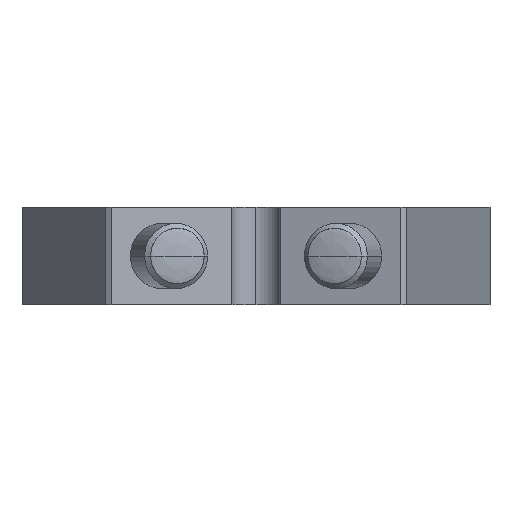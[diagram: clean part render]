
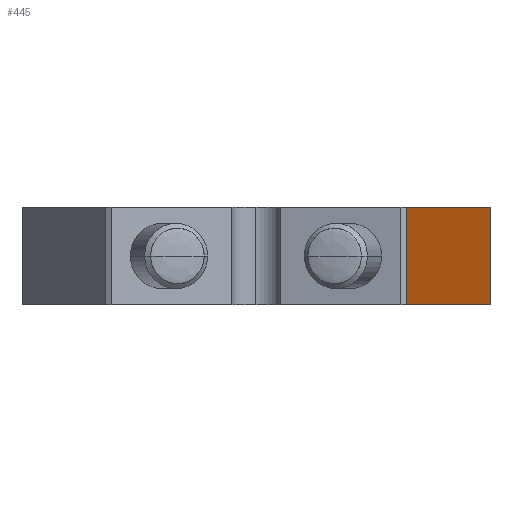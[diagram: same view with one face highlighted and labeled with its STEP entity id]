
A CAD part, left-side view. The second image highlights one B-rep face of the part: STEP entity #445.
In plain terms, the highlighted planar face has unit normal (-0.259, -0.966, 0).
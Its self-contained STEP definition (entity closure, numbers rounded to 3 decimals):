
#13 = CARTESIAN_POINT ( 'NONE',  ( 3.28, -14.353, 3. ) ) ;
#43 = LINE ( 'NONE', #1040, #1198 ) ;
#121 = VERTEX_POINT ( 'NONE', #191 ) ;
#161 = VECTOR ( 'NONE', #443, 1000. ) ;
#187 = LINE ( 'NONE', #13, #937 ) ;
#190 = VERTEX_POINT ( 'NONE', #1223 ) ;
#191 = CARTESIAN_POINT ( 'NONE',  ( -15.749, -9.254, -3. ) ) ;
#223 = ORIENTED_EDGE ( 'NONE', *, *, #1055, .T. ) ;
#296 = CARTESIAN_POINT ( 'NONE',  ( 3.28, -14.353, -3. ) ) ;
#343 = VERTEX_POINT ( 'NONE', #296 ) ;
#383 = DIRECTION ( 'NONE',  ( 0.966, -0.259, 0. ) ) ;
#394 = VERTEX_POINT ( 'NONE', #1121 ) ;
#443 = DIRECTION ( 'NONE',  ( 0., 0., 1. ) ) ;
#445 = ADVANCED_FACE ( 'NONE', ( #531 ), #921, .T. ) ;
#527 = EDGE_CURVE ( 'NONE', #121, #190, #1096, .T. ) ;
#531 = FACE_OUTER_BOUND ( 'NONE', #930, .T. ) ;
#559 = DIRECTION ( 'NONE',  ( 0.966, -0.259, 0. ) ) ;
#583 = CARTESIAN_POINT ( 'NONE',  ( 3.28, -14.353, -3. ) ) ;
#603 = CARTESIAN_POINT ( 'NONE',  ( 3.28, -14.353, -3. ) ) ;
#658 = EDGE_CURVE ( 'NONE', #190, #394, #187, .T. ) ;
#783 = LINE ( 'NONE', #603, #1099 ) ;
#784 = CARTESIAN_POINT ( 'NONE',  ( -15.749, -9.254, -3. ) ) ;
#851 = ORIENTED_EDGE ( 'NONE', *, *, #658, .F. ) ;
#921 = PLANE ( 'NONE',  #1422 ) ;
#930 = EDGE_LOOP ( 'NONE', ( #851, #1457, #1208, #223 ) ) ;
#937 = VECTOR ( 'NONE', #1234, 1000. ) ;
#1040 = CARTESIAN_POINT ( 'NONE',  ( 3.28, -14.353, -3. ) ) ;
#1055 = EDGE_CURVE ( 'NONE', #343, #394, #43, .T. ) ;
#1096 = LINE ( 'NONE', #784, #161 ) ;
#1099 = VECTOR ( 'NONE', #383, 1000. ) ;
#1121 = CARTESIAN_POINT ( 'NONE',  ( 3.28, -14.353, 3. ) ) ;
#1198 = VECTOR ( 'NONE', #1429, 1000. ) ;
#1208 = ORIENTED_EDGE ( 'NONE', *, *, #1382, .T. ) ;
#1223 = CARTESIAN_POINT ( 'NONE',  ( -15.749, -9.254, 3. ) ) ;
#1234 = DIRECTION ( 'NONE',  ( 0.966, -0.259, 0. ) ) ;
#1292 = DIRECTION ( 'NONE',  ( -0.259, -0.966, 0. ) ) ;
#1382 = EDGE_CURVE ( 'NONE', #121, #343, #783, .T. ) ;
#1422 = AXIS2_PLACEMENT_3D ( 'NONE', #583, #1292, #559 ) ;
#1429 = DIRECTION ( 'NONE',  ( 0., 0., 1. ) ) ;
#1457 = ORIENTED_EDGE ( 'NONE', *, *, #527, .F. ) ;
